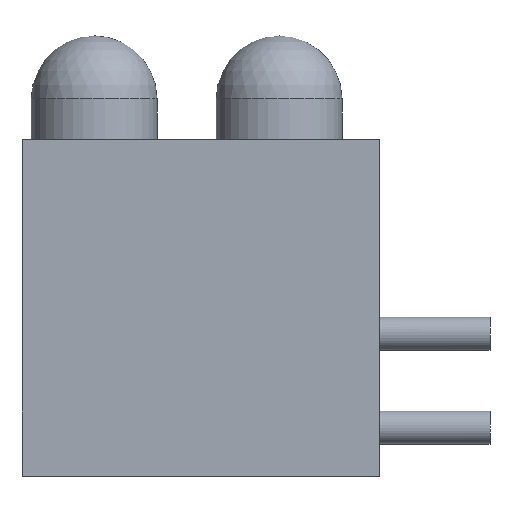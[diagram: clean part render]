
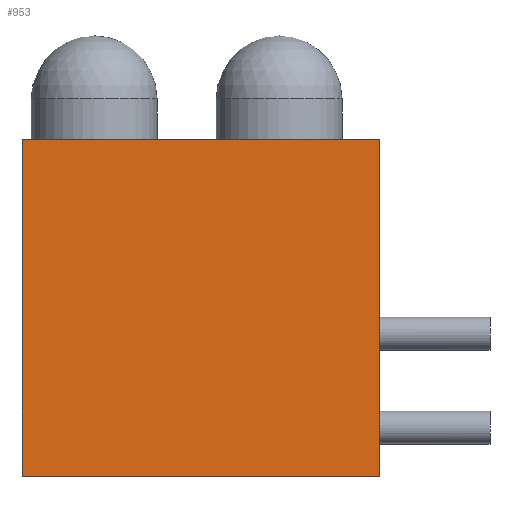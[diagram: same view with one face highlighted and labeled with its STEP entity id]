
A CAD part, left-side view. The second image highlights one B-rep face of the part: STEP entity #953.
In plain terms, the highlighted planar face has unit normal (-1, 0, 0).
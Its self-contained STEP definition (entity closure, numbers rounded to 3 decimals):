
#99=FACE_OUTER_BOUND('',#149,.T.);
#149=EDGE_LOOP('',(#815,#816,#817,#818));
#249=LINE('',#1521,#355);
#269=LINE('',#1556,#375);
#271=LINE('',#1559,#377);
#272=LINE('',#1560,#378);
#355=VECTOR('',#1231,8.13);
#375=VECTOR('',#1263,8.13);
#377=VECTOR('',#1267,9.65);
#378=VECTOR('',#1268,9.65);
#460=VERTEX_POINT('',#1518);
#461=VERTEX_POINT('',#1520);
#469=VERTEX_POINT('',#1553);
#470=VERTEX_POINT('',#1555);
#579=EDGE_CURVE('',#460,#461,#249,.T.);
#599=EDGE_CURVE('',#470,#469,#269,.T.);
#601=EDGE_CURVE('',#469,#461,#271,.T.);
#602=EDGE_CURVE('',#470,#460,#272,.T.);
#815=ORIENTED_EDGE('',*,*,#601,.T.);
#816=ORIENTED_EDGE('',*,*,#579,.F.);
#817=ORIENTED_EDGE('',*,*,#602,.F.);
#818=ORIENTED_EDGE('',*,*,#599,.T.);
#911=PLANE('',#1033);
#953=ADVANCED_FACE('',(#99),#911,.F.);
#1033=AXIS2_PLACEMENT_3D('',#1558,#1265,#1266);
#1231=DIRECTION('',(0.,0.,-1.));
#1263=DIRECTION('',(0.,0.,-1.));
#1265=DIRECTION('center_axis',(1.,0.,0.));
#1266=DIRECTION('ref_axis',(0.,0.,-1.));
#1267=DIRECTION('',(0.,-1.,0.));
#1268=DIRECTION('',(0.,-1.,0.));
#1518=CARTESIAN_POINT('',(-4.32,0.,8.13));
#1520=CARTESIAN_POINT('',(-4.32,0.,-0.97));
#1521=CARTESIAN_POINT('',(-4.32,0.,7.32));
#1553=CARTESIAN_POINT('',(-4.32,9.65,-0.97));
#1555=CARTESIAN_POINT('',(-4.32,9.65,8.13));
#1556=CARTESIAN_POINT('',(-4.32,9.65,7.32));
#1558=CARTESIAN_POINT('Origin',(-4.32,0.,7.32));
#1559=CARTESIAN_POINT('',(-4.32,9.65,-0.97));
#1560=CARTESIAN_POINT('',(-4.32,9.65,8.13));
